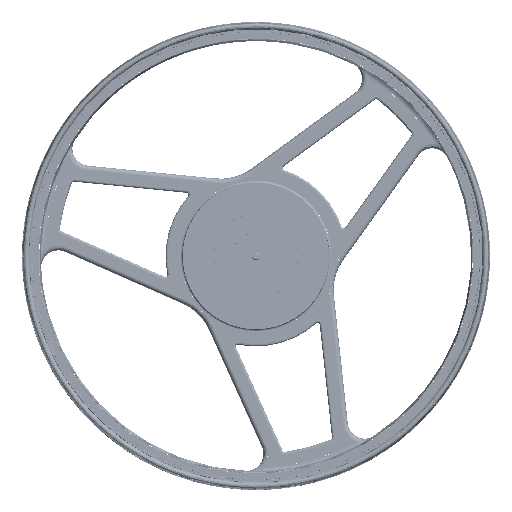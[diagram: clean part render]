
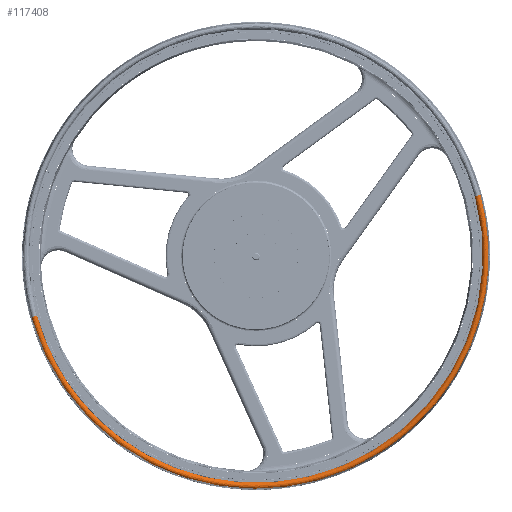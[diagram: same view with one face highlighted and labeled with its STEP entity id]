
A CAD part, top view. The second image highlights one B-rep face of the part: STEP entity #117408.
In plain terms, the highlighted free-form (B-spline) face has degree [3, 3] with [4, 4] control points.
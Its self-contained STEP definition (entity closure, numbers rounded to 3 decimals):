
#117408 = ADVANCED_FACE('',(#117409),#117458,.T.);
#117409 = FACE_BOUND('',#117410,.T.);
#117410 = EDGE_LOOP('',(#117411,#117423,#117432,#117442,#117451));
#117411 = ORIENTED_EDGE('',*,*,#117412,.T.);
#117412 = EDGE_CURVE('',#117413,#117415,#117417,.T.);
#117413 = VERTEX_POINT('',#117414);
#117414 = CARTESIAN_POINT('',(352.345,96.113,
    23.731));
#117415 = VERTEX_POINT('',#117416);
#117416 = CARTESIAN_POINT('',(343.634,93.736,
    22.783));
#117417 = ( BOUNDED_CURVE() B_SPLINE_CURVE(2,(#117418,#117419,#117420,
#117421,#117422),.UNSPECIFIED.,.F.,.F.) B_SPLINE_CURVE_WITH_KNOTS((3,2,3
    ),(0.,1.466,2.932),
.UNSPECIFIED.) CURVE() GEOMETRIC_REPRESENTATION_ITEM() 
RATIONAL_B_SPLINE_CURVE((1.,0.743,1.,0.743,1.)) 
REPRESENTATION_ITEM('') );
#117418 = CARTESIAN_POINT('',(352.345,96.113,
    23.731));
#117419 = CARTESIAN_POINT('',(351.521,95.888,
    27.751));
#117420 = CARTESIAN_POINT('',(347.578,94.812,
    27.322));
#117421 = CARTESIAN_POINT('',(343.634,93.736,
    26.893));
#117422 = CARTESIAN_POINT('',(343.634,93.736,
    22.783));
#117423 = ORIENTED_EDGE('',*,*,#117424,.T.);
#117424 = EDGE_CURVE('',#117415,#117425,#117427,.T.);
#117425 = VERTEX_POINT('',#117426);
#117426 = CARTESIAN_POINT('',(-343.634,-93.736,
    22.783));
#117427 = ( BOUNDED_CURVE() B_SPLINE_CURVE(3,(#117428,#117429,#117430,
#117431),.UNSPECIFIED.,.F.,.F.) B_SPLINE_CURVE_WITH_KNOTS((4,4),(0.,1.),
.PIECEWISE_BEZIER_KNOTS.) CURVE() GEOMETRIC_REPRESENTATION_ITEM() 
RATIONAL_B_SPLINE_CURVE((0.91,0.303,0.303,
0.91)) REPRESENTATION_ITEM('') );
#117428 = CARTESIAN_POINT('',(343.634,93.736,
    22.783));
#117429 = CARTESIAN_POINT('',(531.107,-593.532,
    22.783));
#117430 = CARTESIAN_POINT('',(-156.161,-781.005,
    22.783));
#117431 = CARTESIAN_POINT('',(-343.634,-93.736,
    22.783));
#117432 = ORIENTED_EDGE('',*,*,#117433,.T.);
#117433 = EDGE_CURVE('',#117425,#117434,#117436,.T.);
#117434 = VERTEX_POINT('',#117435);
#117435 = CARTESIAN_POINT('',(-352.345,-96.113,
    23.731));
#117436 = ( BOUNDED_CURVE() B_SPLINE_CURVE(2,(#117437,#117438,#117439,
#117440,#117441),.UNSPECIFIED.,.F.,.F.) B_SPLINE_CURVE_WITH_KNOTS((3,2,3
),(0.,1.466,2.932),.PIECEWISE_BEZIER_KNOTS.) CURVE() 
GEOMETRIC_REPRESENTATION_ITEM() RATIONAL_B_SPLINE_CURVE((1.,
0.743,1.,0.743,1.)) REPRESENTATION_ITEM('') );
#117437 = CARTESIAN_POINT('',(-343.634,-93.736,
    22.783));
#117438 = CARTESIAN_POINT('',(-343.634,-93.736,
    26.893));
#117439 = CARTESIAN_POINT('',(-347.578,-94.812,
    27.322));
#117440 = CARTESIAN_POINT('',(-351.521,-95.888,
    27.751));
#117441 = CARTESIAN_POINT('',(-352.345,-96.113,
    23.731));
#117442 = ORIENTED_EDGE('',*,*,#117443,.T.);
#117443 = EDGE_CURVE('',#117434,#117444,#117446,.T.);
#117444 = VERTEX_POINT('',#117445);
#117445 = CARTESIAN_POINT('',(96.113,-352.345,
    23.731));
#117446 = ( BOUNDED_CURVE() B_SPLINE_CURVE(3,(#117447,#117448,#117449,
#117450),.UNSPECIFIED.,.F.,.F.) B_SPLINE_CURVE_WITH_KNOTS((4,4),(0.,1.),
.PIECEWISE_BEZIER_KNOTS.) CURVE() GEOMETRIC_REPRESENTATION_ITEM() 
RATIONAL_B_SPLINE_CURVE((0.91,0.606,0.455,
0.455)) REPRESENTATION_ITEM('') );
#117447 = CARTESIAN_POINT('',(-352.345,-96.113,
    23.731));
#117448 = CARTESIAN_POINT('',(-304.288,-272.285,
    23.731));
#117449 = CARTESIAN_POINT('',(-138.784,-416.42,
    23.731));
#117450 = CARTESIAN_POINT('',(96.113,-352.345,
    23.731));
#117451 = ORIENTED_EDGE('',*,*,#117452,.T.);
#117452 = EDGE_CURVE('',#117444,#117413,#117453,.T.);
#117453 = ( BOUNDED_CURVE() B_SPLINE_CURVE(3,(#117454,#117455,#117456,
#117457),.UNSPECIFIED.,.F.,.F.) B_SPLINE_CURVE_WITH_KNOTS((4,4),(0.,1.),
.PIECEWISE_BEZIER_KNOTS.) CURVE() GEOMETRIC_REPRESENTATION_ITEM() 
RATIONAL_B_SPLINE_CURVE((0.455,0.455,0.606,
0.91)) REPRESENTATION_ITEM('') );
#117454 = CARTESIAN_POINT('',(96.113,-352.345,
    23.731));
#117455 = CARTESIAN_POINT('',(331.009,-288.27,
    23.731));
#117456 = CARTESIAN_POINT('',(400.401,-80.06,
    23.731));
#117457 = CARTESIAN_POINT('',(352.345,96.113,
    23.731));
#117458 = ( BOUNDED_SURFACE() B_SPLINE_SURFACE(3,3,(
    (#117459,#117460,#117461,#117462)
    ,(#117463,#117464,#117465,#117466)
    ,(#117467,#117468,#117469,#117470)
    ,(#117471,#117472,#117473,#117474
)),.UNSPECIFIED.,.F.,.F.,.F.) B_SPLINE_SURFACE_WITH_KNOTS((4,4),(4,4),(
    0.,1.),(0.,1.),.PIECEWISE_BEZIER_KNOTS.) 
GEOMETRIC_REPRESENTATION_ITEM() RATIONAL_B_SPLINE_SURFACE((
    (1.,0.333,0.333,1.)
    ,(0.336,0.112,0.112,0.336)
    ,(0.336,0.112,0.112,0.336)
,(1.,0.333,0.333,1.
))) REPRESENTATION_ITEM('') SURFACE() );
#117459 = CARTESIAN_POINT('',(352.414,96.132,
    23.28));
#117460 = CARTESIAN_POINT('',(544.678,-608.697,
    23.28));
#117461 = CARTESIAN_POINT('',(-160.151,-800.96,
    23.28));
#117462 = CARTESIAN_POINT('',(-352.414,-96.132,
    23.28));
#117463 = CARTESIAN_POINT('',(351.464,95.872,
    32.272));
#117464 = CARTESIAN_POINT('',(543.208,-607.055,
    32.272));
#117465 = CARTESIAN_POINT('',(-159.719,-798.799,
    32.272));
#117466 = CARTESIAN_POINT('',(-351.464,-95.872,
    32.272));
#117467 = CARTESIAN_POINT('',(342.785,93.505,
    31.327));
#117468 = CARTESIAN_POINT('',(529.794,-592.065,
    31.327));
#117469 = CARTESIAN_POINT('',(-155.775,-779.075,
    31.327));
#117470 = CARTESIAN_POINT('',(-342.785,-93.505,
    31.327));
#117471 = CARTESIAN_POINT('',(343.656,93.742,
    22.327));
#117472 = CARTESIAN_POINT('',(531.141,-593.57,
    22.327));
#117473 = CARTESIAN_POINT('',(-156.171,-781.055,
    22.327));
#117474 = CARTESIAN_POINT('',(-343.656,-93.742,
    22.327));
